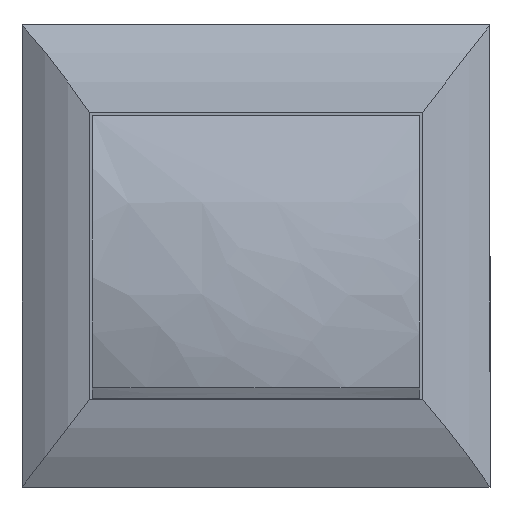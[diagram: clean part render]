
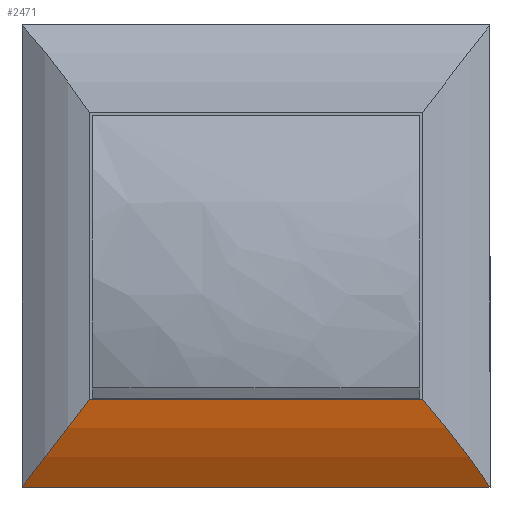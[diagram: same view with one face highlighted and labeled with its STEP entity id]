
A CAD part, top view. The second image highlights one B-rep face of the part: STEP entity #2471.
In plain terms, the highlighted free-form (B-spline) face has degree [3, 3] with [7, 4] control points.
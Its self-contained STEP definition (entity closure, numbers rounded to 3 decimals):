
#261 = DIRECTION ( 'NONE',  ( 1., 0., 0. ) ) ;
#354 = CARTESIAN_POINT ( 'NONE',  ( 27.639, -29.813, 10.328 ) ) ;
#374 = CARTESIAN_POINT ( 'NONE',  ( -18.127, -34.791, 8.287 ) ) ;
#459 = CARTESIAN_POINT ( 'NONE',  ( 40.75, -40.25, 5. ) ) ;
#541 = CARTESIAN_POINT ( 'NONE',  ( -29., -25., 11. ) ) ;
#816 = CARTESIAN_POINT ( 'NONE',  ( -32.709, -29.813, 10.328 ) ) ;
#830 = CARTESIAN_POINT ( 'NONE',  ( 33.958, -40.25, 5. ) ) ;
#849 = CARTESIAN_POINT ( 'NONE',  ( -24.167, -25., 11. ) ) ;
#873 = FACE_OUTER_BOUND ( 'NONE', #4100, .T. ) ;
#1111 = VERTEX_POINT ( 'NONE', #5353 ) ;
#1298 = CARTESIAN_POINT ( 'NONE',  ( -36.544, -34.791, 8.287 ) ) ;
#1308 = CARTESIAN_POINT ( 'NONE',  ( 16.666, -29.813, 10.328 ) ) ;
#1328 = CARTESIAN_POINT ( 'NONE',  ( -30.405, -34.791, 8.287 ) ) ;
#1704 = EDGE_CURVE ( 'NONE', #2388, #2909, #2888, .T. ) ;
#1769 = VECTOR ( 'NONE', #261, 1000. ) ;
#1779 = CARTESIAN_POINT ( 'NONE',  ( 20.375, -40.25, 5. ) ) ;
#1800 = CARTESIAN_POINT ( 'NONE',  ( -29., -25., 11. ) ) ;
#2205 = CARTESIAN_POINT ( 'NONE',  ( 29., -25., 11. ) ) ;
#2243 = CARTESIAN_POINT ( 'NONE',  ( 29., -25., 11. ) ) ;
#2261 = CARTESIAN_POINT ( 'NONE',  ( 0.208, -29.813, 10.328 ) ) ;
#2282 = CARTESIAN_POINT ( 'NONE',  ( -36.544, -34.791, 8.287 ) ) ;
#2388 = VERTEX_POINT ( 'NONE', #4098 ) ;
#2423 = VECTOR ( 'NONE', #5336, 1000. ) ;
#2424 = VERTEX_POINT ( 'NONE', #2205 ) ;
#2449 = ORIENTED_EDGE ( 'NONE', *, *, #3324, .T. ) ;
#2471 = ADVANCED_FACE ( 'NONE', ( #873 ), #2898, .T. ) ;
#2725 = CARTESIAN_POINT ( 'NONE',  ( 37.123, -34.791, 8.287 ) ) ;
#2746 = CARTESIAN_POINT ( 'NONE',  ( 0., -40.25, 5. ) ) ;
#2833 = CARTESIAN_POINT ( 'NONE',  ( 33.125, -29.813, 10.328 ) ) ;
#2883 = ORIENTED_EDGE ( 'NONE', *, *, #4181, .T. ) ;
#2888 = LINE ( 'NONE', #4036, #1769 ) ;
#2898 = B_SPLINE_SURFACE_WITH_KNOTS ( 'NONE', 3, 3, ( 
 ( #2243, #5640, #2725, #6129 ),
 ( #3213, #354, #3692, #830 ),
 ( #4183, #1308, #4671, #1779 ),
 ( #5169, #2261, #5661, #2746 ),
 ( #6151, #3232, #374, #3716 ),
 ( #849, #4204, #1328, #4691 ),
 ( #1800, #5187, #2282, #5679 ) ),
 .UNSPECIFIED., .F., .F., .F.,
 ( 4, 1, 1, 1, 4 ),
 ( 4, 4 ),
 ( 0.24, 0.305, 0.37, 0.435, 0.5 ),
 ( 0., 1. ),
 .UNSPECIFIED. ) ;
#2909 = VERTEX_POINT ( 'NONE', #4726 ) ;
#3213 = CARTESIAN_POINT ( 'NONE',  ( 24.167, -25., 11. ) ) ;
#3232 = CARTESIAN_POINT ( 'NONE',  ( -16.25, -29.813, 10.328 ) ) ;
#3321 = CARTESIAN_POINT ( 'NONE',  ( 37.123, -34.791, 8.287 ) ) ;
#3324 = EDGE_CURVE ( 'NONE', #1111, #2388, #5997, .T. ) ;
#3402 = LINE ( 'NONE', #541, #2423 ) ;
#3684 = CARTESIAN_POINT ( 'NONE',  ( -29., -25., 11. ) ) ;
#3692 = CARTESIAN_POINT ( 'NONE',  ( 30.984, -34.791, 8.287 ) ) ;
#3716 = CARTESIAN_POINT ( 'NONE',  ( -20.375, -40.25, 5. ) ) ;
#3892 = ORIENTED_EDGE ( 'NONE', *, *, #5045, .F. ) ;
#4036 = CARTESIAN_POINT ( 'NONE',  ( -40.75, -40.25, 5. ) ) ;
#4098 = CARTESIAN_POINT ( 'NONE',  ( -40.75, -40.25, 5. ) ) ;
#4100 = EDGE_LOOP ( 'NONE', ( #2883, #2449, #5131, #3892 ) ) ;
#4181 = EDGE_CURVE ( 'NONE', #2424, #1111, #3402, .T. ) ;
#4183 = CARTESIAN_POINT ( 'NONE',  ( 14.5, -25., 11. ) ) ;
#4204 = CARTESIAN_POINT ( 'NONE',  ( -27.223, -29.813, 10.328 ) ) ;
#4253 = CARTESIAN_POINT ( 'NONE',  ( 29., -25., 11. ) ) ;
#4662 = CARTESIAN_POINT ( 'NONE',  ( -40.75, -40.25, 5. ) ) ;
#4671 = CARTESIAN_POINT ( 'NONE',  ( 18.706, -34.791, 8.287 ) ) ;
#4691 = CARTESIAN_POINT ( 'NONE',  ( -33.958, -40.25, 5. ) ) ;
#4726 = CARTESIAN_POINT ( 'NONE',  ( 40.75, -40.25, 5. ) ) ;
#5045 = EDGE_CURVE ( 'NONE', #2424, #2909, #5719, .T. ) ;
#5131 = ORIENTED_EDGE ( 'NONE', *, *, #1704, .T. ) ;
#5169 = CARTESIAN_POINT ( 'NONE',  ( 0., -25., 11. ) ) ;
#5187 = CARTESIAN_POINT ( 'NONE',  ( -32.709, -29.813, 10.328 ) ) ;
#5336 = DIRECTION ( 'NONE',  ( -1., 0., 0. ) ) ;
#5353 = CARTESIAN_POINT ( 'NONE',  ( -29., -25., 11. ) ) ;
#5640 = CARTESIAN_POINT ( 'NONE',  ( 33.125, -29.813, 10.328 ) ) ;
#5661 = CARTESIAN_POINT ( 'NONE',  ( 0.289, -34.791, 8.287 ) ) ;
#5679 = CARTESIAN_POINT ( 'NONE',  ( -40.75, -40.25, 5. ) ) ;
#5719 = B_SPLINE_CURVE_WITH_KNOTS ( 'NONE', 3,
 ( #4253, #2833, #3321, #459 ),
 .UNSPECIFIED., .F., .F.,
 ( 4, 4 ),
 ( 0., 1. ),
 .UNSPECIFIED. ) ;
#5997 = B_SPLINE_CURVE_WITH_KNOTS ( 'NONE', 3,
 ( #3684, #816, #1298, #4662 ),
 .UNSPECIFIED., .F., .F.,
 ( 4, 4 ),
 ( 0., 1. ),
 .UNSPECIFIED. ) ;
#6129 = CARTESIAN_POINT ( 'NONE',  ( 40.75, -40.25, 5. ) ) ;
#6151 = CARTESIAN_POINT ( 'NONE',  ( -14.5, -25., 11. ) ) ;
